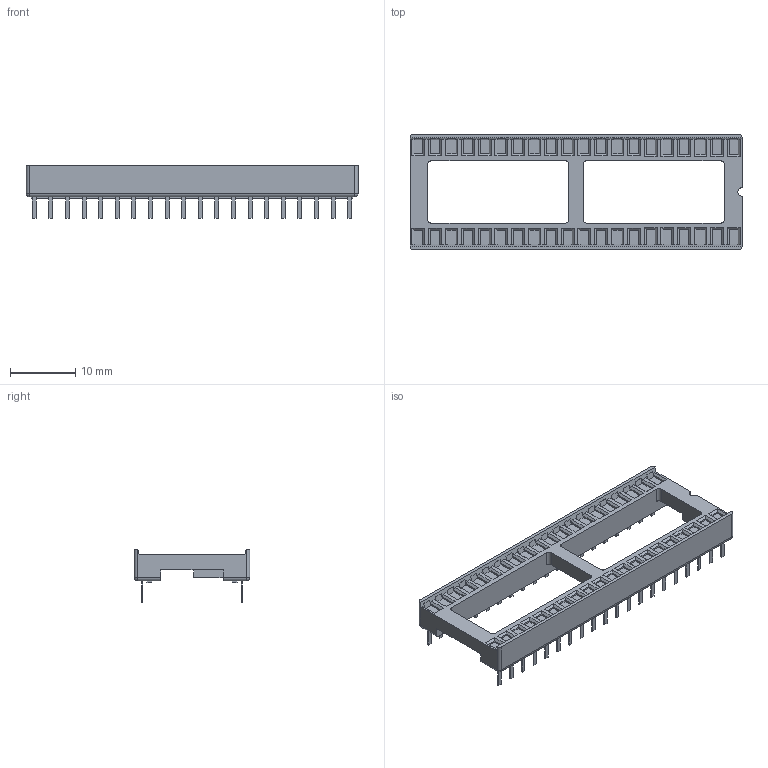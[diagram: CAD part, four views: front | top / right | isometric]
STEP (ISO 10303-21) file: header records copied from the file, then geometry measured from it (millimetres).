
FILE_DESCRIPTION((''),'2;1');
FILE_NAME('C-1-2199299-5','2017-12-04T',('workeradm'),('TE Connectivity Ltd.'),'CREO PARAMETRIC BY PTC INC, 2016050','CREO PARAMETRIC BY PTC INC, 2016050','');
FILE_SCHEMA(('AUTOMOTIVE_DESIGN { 1 0 10303 214 1 1 1 1 }'));
Length unit declared in the file: millimetre
Products named in the file (1): C-1-2199299-5
Bounding box: 50.8 x 17.7 x 8.1 mm (x, y, z)
Volume: 1841.8 mm3; surface area: 2468.3 mm2
Topology: 1 solids, 1 shells, 780 faces, 2042 edges, 1304 vertices
Faces by surface type: plane 757, cylinder 19, sphere 4
Entity records: 23320 total; most frequent: CARTESIAN_POINT 4128, ORIENTED_EDGE 4084, DIRECTION 3640, EDGE_CURVE 2042, VECTOR 2004, LINE 2004, VERTEX_POINT 1304, EDGE_LOOP 824
